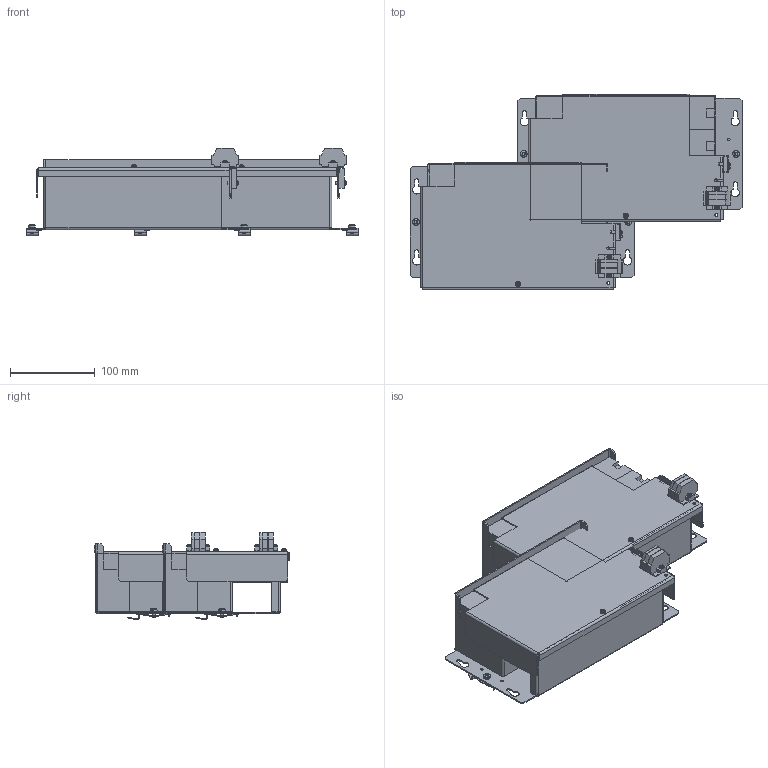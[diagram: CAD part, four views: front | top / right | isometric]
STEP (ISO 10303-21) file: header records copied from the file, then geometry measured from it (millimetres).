
FILE_DESCRIPTION( ( 'Unknown' ), '1' );
FILE_NAME( '6ep19356md31_001_stp.stp', 'Unknown', ( 'Rumpler' ), ( 'Unknown' ), 'PSStep 10.0', 'Unknown', ' ' );
FILE_SCHEMA( ( 'AUTOMOTIVE_DESIGN { 1 0 10303 214 1 1 1 1 }' ) );
Length unit declared in the file: millimetre
Products named in the file (24): Assem1; Akku-Modul 2,5Ah2
Bounding box: 392.5 x 231.5 x 103.61 mm (x, y, z)
Volume: 2692725 mm3; surface area: 742930.9 mm2
Topology: 46 solids, 46 shells, 994 faces, 2556 edges, 1680 vertices
Faces by surface type: plane 586, cylinder 360, cone 36, sphere 12
Full cylindrical faces by diameter (mm): 2.5 x6, 2.7 x2, 3 x20, 3.5 x12, 4 x8, 4.5 x4, 5.5 x2, 6 x10
Entity records: 27878 total; most frequent: CARTESIAN_POINT 3455, DIRECTION 2458, ORIENTED_EDGE 2404, PRESENTATION_STYLE_ASSIGNMENT 2219, COLOUR_RGB 2219, STYLED_ITEM 1722, CURVE_STYLE 1722, DRAUGHTING_PRE_DEFINED_CURVE_FONT 1722
